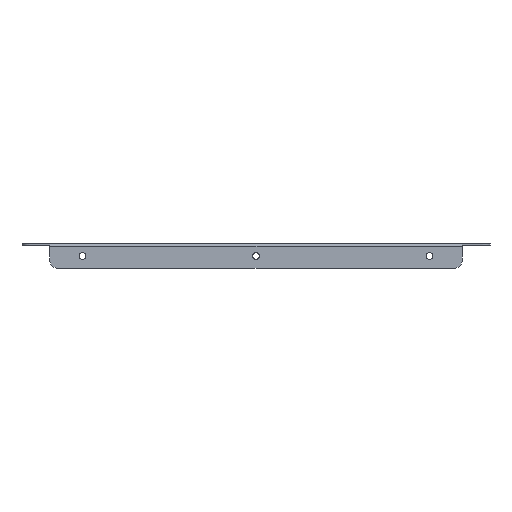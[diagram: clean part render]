
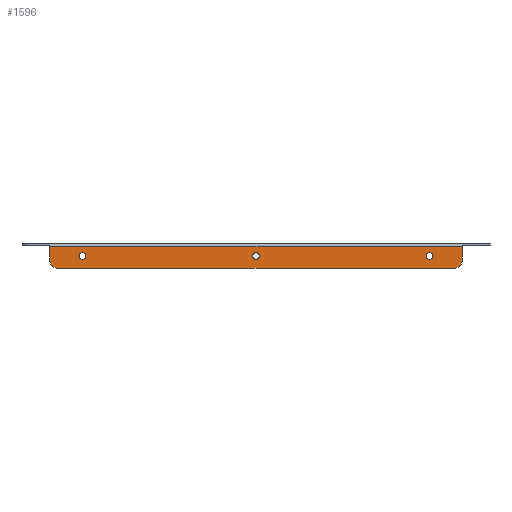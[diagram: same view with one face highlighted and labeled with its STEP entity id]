
A CAD part, front view. The second image highlights one B-rep face of the part: STEP entity #1596.
In plain terms, the highlighted planar face has unit normal (0, -1, 0).
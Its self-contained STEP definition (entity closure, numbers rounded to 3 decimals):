
#41 = CARTESIAN_POINT ( 'NONE',  ( 0., -49.8, -9.6 ) ) ;
#47 = VECTOR ( 'NONE', #543, 1000. ) ;
#55 = VERTEX_POINT ( 'NONE', #1897 ) ;
#57 = AXIS2_PLACEMENT_3D ( 'NONE', #752, #1116, #1797 ) ;
#67 = DIRECTION ( 'NONE',  ( 1., 0., 0. ) ) ;
#124 = EDGE_CURVE ( 'NONE', #1586, #55, #1908, .T. ) ;
#138 = CIRCLE ( 'NONE', #528, 5. ) ;
#159 = DIRECTION ( 'NONE',  ( 0., 0., 1. ) ) ;
#178 = ORIENTED_EDGE ( 'NONE', *, *, #501, .T. ) ;
#197 = CARTESIAN_POINT ( 'NONE',  ( -106.25, -49.8, -7.5 ) ) ;
#254 = DIRECTION ( 'NONE',  ( 0., 0., 1. ) ) ;
#269 = DIRECTION ( 'NONE',  ( 0., -1., 0. ) ) ;
#309 = VERTEX_POINT ( 'NONE', #41 ) ;
#330 = DIRECTION ( 'NONE',  ( 0., 0., 1. ) ) ;
#464 = CIRCLE ( 'NONE', #57, 2.1 ) ;
#498 = CARTESIAN_POINT ( 'NONE',  ( 126.25, -49.8, -1.8 ) ) ;
#501 = EDGE_CURVE ( 'NONE', #776, #909, #1650, .T. ) ;
#528 = AXIS2_PLACEMENT_3D ( 'NONE', #1329, #269, #624 ) ;
#543 = DIRECTION ( 'NONE',  ( 0., 0., -1. ) ) ;
#544 = DIRECTION ( 'NONE',  ( 0., 0., 1. ) ) ;
#554 = EDGE_CURVE ( 'NONE', #770, #1848, #597, .T. ) ;
#574 = ORIENTED_EDGE ( 'NONE', *, *, #2101, .F. ) ;
#597 = CIRCLE ( 'NONE', #1269, 2.1 ) ;
#624 = DIRECTION ( 'NONE',  ( 0., 0., 1. ) ) ;
#625 = VECTOR ( 'NONE', #2032, 1000. ) ;
#646 = VECTOR ( 'NONE', #67, 1000. ) ;
#724 = CARTESIAN_POINT ( 'NONE',  ( 0., -49.8, 0. ) ) ;
#742 = ORIENTED_EDGE ( 'NONE', *, *, #2092, .T. ) ;
#752 = CARTESIAN_POINT ( 'NONE',  ( -106.25, -49.8, -7.5 ) ) ;
#753 = FACE_BOUND ( 'NONE', #1911, .T. ) ;
#770 = VERTEX_POINT ( 'NONE', #2143 ) ;
#774 = EDGE_CURVE ( 'NONE', #1912, #776, #138, .T. ) ;
#776 = VERTEX_POINT ( 'NONE', #1809 ) ;
#795 = CARTESIAN_POINT ( 'NONE',  ( 0., -49.8, -7.5 ) ) ;
#803 = ORIENTED_EDGE ( 'NONE', *, *, #554, .T. ) ;
#852 = EDGE_LOOP ( 'NONE', ( #803, #1341 ) ) ;
#862 = CIRCLE ( 'NONE', #1594, 2.1 ) ;
#909 = VERTEX_POINT ( 'NONE', #498 ) ;
#929 = DIRECTION ( 'NONE',  ( 0., 1., 0. ) ) ;
#1023 = DIRECTION ( 'NONE',  ( 0., 1., 0. ) ) ;
#1028 = FACE_BOUND ( 'NONE', #1736, .T. ) ;
#1036 = EDGE_CURVE ( 'NONE', #1848, #770, #1729, .T. ) ;
#1042 = CARTESIAN_POINT ( 'NONE',  ( 106.25, -49.8, -7.5 ) ) ;
#1043 = CARTESIAN_POINT ( 'NONE',  ( 106.25, -49.8, -7.5 ) ) ;
#1075 = ORIENTED_EDGE ( 'NONE', *, *, #1315, .T. ) ;
#1108 = EDGE_CURVE ( 'NONE', #1756, #1559, #1195, .T. ) ;
#1116 = DIRECTION ( 'NONE',  ( 0., 1., 0. ) ) ;
#1119 = CARTESIAN_POINT ( 'NONE',  ( -121.25, -49.8, -10. ) ) ;
#1131 = DIRECTION ( 'NONE',  ( 0., 0., 1. ) ) ;
#1137 = CARTESIAN_POINT ( 'NONE',  ( -121.25, -49.8, -15. ) ) ;
#1144 = DIRECTION ( 'NONE',  ( 0., 1., 0. ) ) ;
#1195 = CIRCLE ( 'NONE', #1868, 2.1 ) ;
#1232 = EDGE_CURVE ( 'NONE', #1559, #1756, #464, .T. ) ;
#1268 = FACE_OUTER_BOUND ( 'NONE', #1281, .T. ) ;
#1269 = AXIS2_PLACEMENT_3D ( 'NONE', #1043, #1023, #159 ) ;
#1281 = EDGE_LOOP ( 'NONE', ( #1282, #742, #1630, #1314, #178, #574 ) ) ;
#1282 = ORIENTED_EDGE ( 'NONE', *, *, #124, .T. ) ;
#1289 = DIRECTION ( 'NONE',  ( 0., 1., 0. ) ) ;
#1314 = ORIENTED_EDGE ( 'NONE', *, *, #774, .T. ) ;
#1315 = EDGE_CURVE ( 'NONE', #2011, #309, #1928, .T. ) ;
#1329 = CARTESIAN_POINT ( 'NONE',  ( 121.25, -49.8, -10. ) ) ;
#1335 = CARTESIAN_POINT ( 'NONE',  ( 106.25, -49.8, -9.6 ) ) ;
#1341 = ORIENTED_EDGE ( 'NONE', *, *, #1036, .T. ) ;
#1452 = AXIS2_PLACEMENT_3D ( 'NONE', #795, #1144, #1990 ) ;
#1463 = DIRECTION ( 'NONE',  ( 0., 0., 1. ) ) ;
#1509 = ORIENTED_EDGE ( 'NONE', *, *, #1108, .T. ) ;
#1516 = CIRCLE ( 'NONE', #2167, 5. ) ;
#1524 = LINE ( 'NONE', #2207, #625 ) ;
#1549 = DIRECTION ( 'NONE',  ( 0., 1., 0. ) ) ;
#1559 = VERTEX_POINT ( 'NONE', #1704 ) ;
#1567 = CARTESIAN_POINT ( 'NONE',  ( -126.25, -49.8, 0. ) ) ;
#1574 = EDGE_CURVE ( 'NONE', #1875, #1912, #1524, .T. ) ;
#1586 = VERTEX_POINT ( 'NONE', #1852 ) ;
#1594 = AXIS2_PLACEMENT_3D ( 'NONE', #1960, #1289, #1463 ) ;
#1596 = ADVANCED_FACE ( 'NONE', ( #753, #1028, #2017, #1268 ), #2086, .F. ) ;
#1629 = CARTESIAN_POINT ( 'NONE',  ( -106.25, -49.8, -5.4 ) ) ;
#1630 = ORIENTED_EDGE ( 'NONE', *, *, #1574, .T. ) ;
#1650 = LINE ( 'NONE', #2007, #1859 ) ;
#1684 = CARTESIAN_POINT ( 'NONE',  ( 121.25, -49.8, -15. ) ) ;
#1686 = DIRECTION ( 'NONE',  ( 0., 0., 1. ) ) ;
#1689 = EDGE_CURVE ( 'NONE', #309, #2011, #862, .T. ) ;
#1704 = CARTESIAN_POINT ( 'NONE',  ( -106.25, -49.8, -9.6 ) ) ;
#1719 = AXIS2_PLACEMENT_3D ( 'NONE', #724, #929, #1131 ) ;
#1729 = CIRCLE ( 'NONE', #1903, 2.1 ) ;
#1736 = EDGE_LOOP ( 'NONE', ( #1075, #1795 ) ) ;
#1743 = DIRECTION ( 'NONE',  ( 0., 1., 0. ) ) ;
#1756 = VERTEX_POINT ( 'NONE', #1629 ) ;
#1795 = ORIENTED_EDGE ( 'NONE', *, *, #1689, .T. ) ;
#1797 = DIRECTION ( 'NONE',  ( 0., 0., 1. ) ) ;
#1809 = CARTESIAN_POINT ( 'NONE',  ( 126.25, -49.8, -10. ) ) ;
#1848 = VERTEX_POINT ( 'NONE', #1335 ) ;
#1852 = CARTESIAN_POINT ( 'NONE',  ( -126.25, -49.8, -1.8 ) ) ;
#1859 = VECTOR ( 'NONE', #1686, 1000. ) ;
#1868 = AXIS2_PLACEMENT_3D ( 'NONE', #197, #1743, #544 ) ;
#1875 = VERTEX_POINT ( 'NONE', #1137 ) ;
#1897 = CARTESIAN_POINT ( 'NONE',  ( -126.25, -49.8, -10. ) ) ;
#1903 = AXIS2_PLACEMENT_3D ( 'NONE', #1042, #1549, #330 ) ;
#1908 = LINE ( 'NONE', #1567, #47 ) ;
#1909 = CARTESIAN_POINT ( 'NONE',  ( 0., -49.8, -5.4 ) ) ;
#1911 = EDGE_LOOP ( 'NONE', ( #1509, #2214 ) ) ;
#1912 = VERTEX_POINT ( 'NONE', #1684 ) ;
#1928 = CIRCLE ( 'NONE', #1452, 2.1 ) ;
#1960 = CARTESIAN_POINT ( 'NONE',  ( 0., -49.8, -7.5 ) ) ;
#1990 = DIRECTION ( 'NONE',  ( 0., 0., 1. ) ) ;
#2007 = CARTESIAN_POINT ( 'NONE',  ( 126.25, -49.8, 0. ) ) ;
#2011 = VERTEX_POINT ( 'NONE', #1909 ) ;
#2017 = FACE_BOUND ( 'NONE', #852, .T. ) ;
#2032 = DIRECTION ( 'NONE',  ( 1., 0., 0. ) ) ;
#2086 = PLANE ( 'NONE',  #1719 ) ;
#2092 = EDGE_CURVE ( 'NONE', #55, #1875, #1516, .T. ) ;
#2101 = EDGE_CURVE ( 'NONE', #1586, #909, #2137, .T. ) ;
#2112 = CARTESIAN_POINT ( 'NONE',  ( 126.25, -49.8, -1.8 ) ) ;
#2129 = DIRECTION ( 'NONE',  ( 0., -1., 0. ) ) ;
#2137 = LINE ( 'NONE', #2112, #646 ) ;
#2143 = CARTESIAN_POINT ( 'NONE',  ( 106.25, -49.8, -5.4 ) ) ;
#2167 = AXIS2_PLACEMENT_3D ( 'NONE', #1119, #2129, #254 ) ;
#2207 = CARTESIAN_POINT ( 'NONE',  ( 0., -49.8, -15. ) ) ;
#2214 = ORIENTED_EDGE ( 'NONE', *, *, #1232, .T. ) ;
